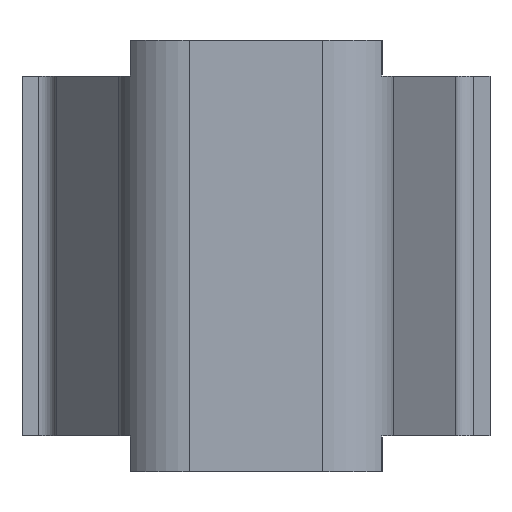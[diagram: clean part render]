
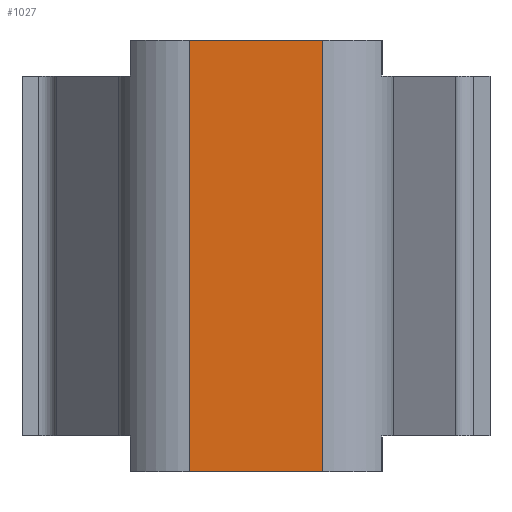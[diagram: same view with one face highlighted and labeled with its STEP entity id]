
A CAD part, left-side view. The second image highlights one B-rep face of the part: STEP entity #1027.
In plain terms, the highlighted planar face has unit normal (-1, 0, 0).
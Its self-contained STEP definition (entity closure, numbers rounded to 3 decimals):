
#1 = ORIENTED_EDGE ( 'NONE', *, *, #1298, .T. ) ;
#56 = CARTESIAN_POINT ( 'NONE',  ( -13.45, -1.851, -6. ) ) ;
#67 = DIRECTION ( 'NONE',  ( 0., 0., -1. ) ) ;
#93 = LINE ( 'NONE', #768, #1205 ) ;
#195 = CARTESIAN_POINT ( 'NONE',  ( -13.45, -3.5, -6. ) ) ;
#223 = CARTESIAN_POINT ( 'NONE',  ( -13.45, 1.851, 6. ) ) ;
#224 = DIRECTION ( 'NONE',  ( 0., -1., 0. ) ) ;
#368 = CARTESIAN_POINT ( 'NONE',  ( -13.45, -3.5, 6. ) ) ;
#423 = EDGE_LOOP ( 'NONE', ( #1220, #1095, #470, #1 ) ) ;
#470 = ORIENTED_EDGE ( 'NONE', *, *, #1337, .T. ) ;
#526 = FACE_OUTER_BOUND ( 'NONE', #423, .T. ) ;
#536 = VERTEX_POINT ( 'NONE', #1167 ) ;
#607 = VERTEX_POINT ( 'NONE', #56 ) ;
#655 = CARTESIAN_POINT ( 'NONE',  ( -13.45, 1.851, -6. ) ) ;
#708 = VERTEX_POINT ( 'NONE', #655 ) ;
#768 = CARTESIAN_POINT ( 'NONE',  ( -13.45, -1.851, 6. ) ) ;
#771 = LINE ( 'NONE', #1363, #1067 ) ;
#829 = DIRECTION ( 'NONE',  ( 0., 0., 1. ) ) ;
#830 = LINE ( 'NONE', #195, #996 ) ;
#839 = DIRECTION ( 'NONE',  ( 0., -1., 0. ) ) ;
#917 = VECTOR ( 'NONE', #979, 1000. ) ;
#946 = EDGE_CURVE ( 'NONE', #607, #536, #93, .T. ) ;
#951 = PLANE ( 'NONE',  #1146 ) ;
#966 = CARTESIAN_POINT ( 'NONE',  ( -13.45, 1.851, 6. ) ) ;
#979 = DIRECTION ( 'NONE',  ( 0., 0., -1. ) ) ;
#996 = VECTOR ( 'NONE', #839, 1000. ) ;
#1027 = ADVANCED_FACE ( 'NONE', ( #526 ), #951, .F. ) ;
#1067 = VECTOR ( 'NONE', #224, 1000. ) ;
#1080 = VERTEX_POINT ( 'NONE', #966 ) ;
#1095 = ORIENTED_EDGE ( 'NONE', *, *, #1258, .F. ) ;
#1146 = AXIS2_PLACEMENT_3D ( 'NONE', #368, #1285, #67 ) ;
#1167 = CARTESIAN_POINT ( 'NONE',  ( -13.45, -1.851, 6. ) ) ;
#1205 = VECTOR ( 'NONE', #829, 1000. ) ;
#1220 = ORIENTED_EDGE ( 'NONE', *, *, #946, .T. ) ;
#1258 = EDGE_CURVE ( 'NONE', #1080, #536, #771, .T. ) ;
#1270 = LINE ( 'NONE', #223, #917 ) ;
#1285 = DIRECTION ( 'NONE',  ( 1., 0., 0. ) ) ;
#1298 = EDGE_CURVE ( 'NONE', #708, #607, #830, .T. ) ;
#1337 = EDGE_CURVE ( 'NONE', #1080, #708, #1270, .T. ) ;
#1363 = CARTESIAN_POINT ( 'NONE',  ( -13.45, -3.5, 6. ) ) ;
